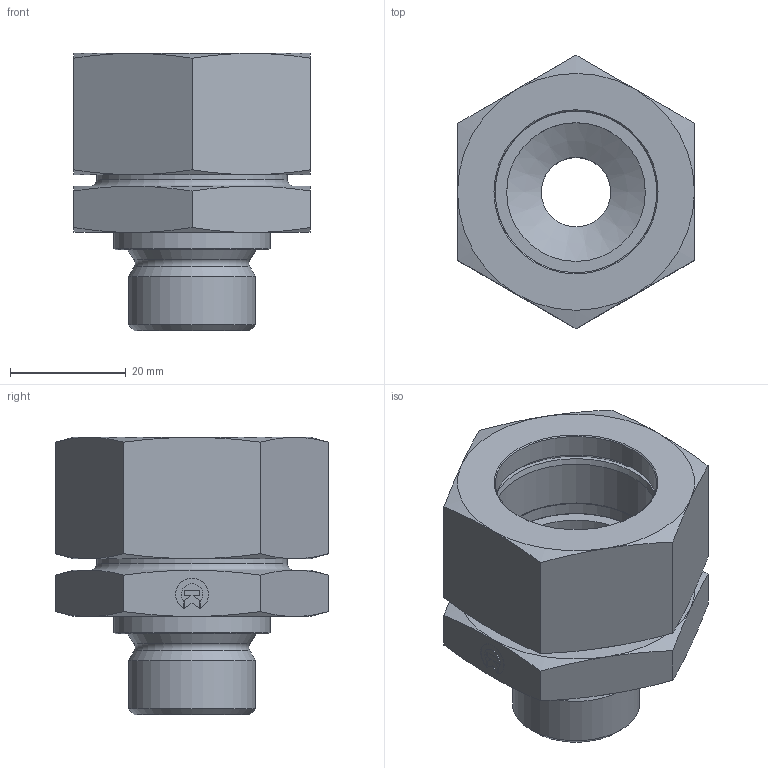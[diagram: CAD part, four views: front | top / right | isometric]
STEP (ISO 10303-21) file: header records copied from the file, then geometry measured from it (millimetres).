
FILE_DESCRIPTION((''),'2;1');
FILE_NAME('024282236.stp','2014-07-28T12:08:40',(''),('KNOMI spol. s r. o.'),'Autodesk Inventor 2012','Autodesk Inventor 2012','');
FILE_SCHEMA(('AUTOMOTIVE_DESIGN { 1 2 10303 214 0 1 1 1 }'));
Length unit declared in the file: millimetre
Products named in the file (4): PHAM2K 28LM22 M22/M36x2; 014 28 2236; 40128; 3912836
Assembly tree (3 placements, depth 2):
  PHAM2K 28LM22 M22/M36x2
    014 28 2236
    40128
    3912836
Bounding box: 41.01 x 47.34 x 48 mm (x, y, z)
Volume: 35151 mm3; surface area: 17408.8 mm2
Topology: 3 solids, 3 shells, 115 faces, 262 edges, 164 vertices
Faces by surface type: plane 53, cone 41, cylinder 16, torus 5
Full cylindrical faces by diameter (mm): 12 x1, 22 x1, 24 x1, 27 x1, 28 x3, 30.3 x1, 33 x2, 33.835 x1, 36 x1
Entity records: 3163 total; most frequent: CARTESIAN_POINT 594, DIRECTION 492, ORIENTED_EDGE 438, EDGE_CURVE 219, AXIS2_PLACEMENT_3D 197, EDGE_LOOP 164, VERTEX_POINT 153, STYLED_ITEM 118
